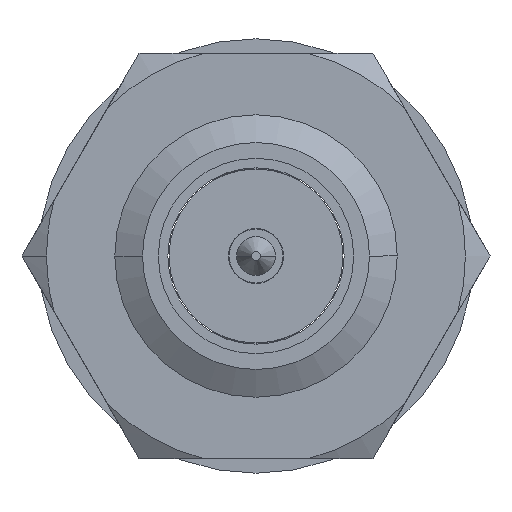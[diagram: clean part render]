
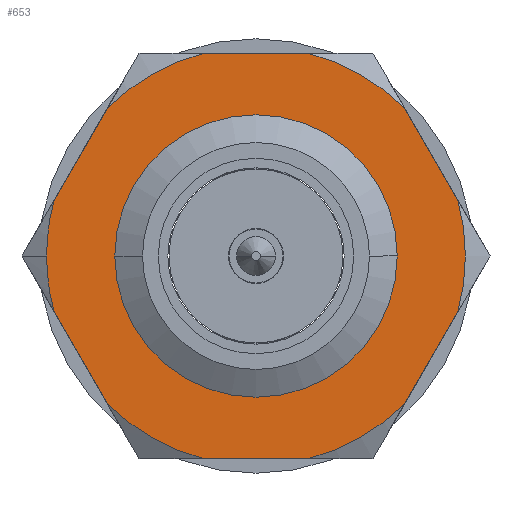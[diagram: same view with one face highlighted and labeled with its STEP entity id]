
A CAD part, left-side view. The second image highlights one B-rep face of the part: STEP entity #653.
In plain terms, the highlighted planar face has unit normal (-1, 0, 0).
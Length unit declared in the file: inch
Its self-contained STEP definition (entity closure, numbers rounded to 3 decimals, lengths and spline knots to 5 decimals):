
#46 = VERTEX_POINT ( 'NONE', #1308 ) ;
#157 = ORIENTED_EDGE ( 'NONE', *, *, #4596, .F. ) ;
#166 = VECTOR ( 'NONE', #365, 39.37008 ) ;
#233 = CIRCLE ( 'NONE', #4167, 0.19374 ) ;
#298 = AXIS2_PLACEMENT_3D ( 'NONE', #820, #6569, #1606 ) ;
#308 = DIRECTION ( 'NONE',  ( 0., 1., 0. ) ) ;
#309 = EDGE_CURVE ( 'NONE', #9480, #7974, #8566, .T. ) ;
#365 = DIRECTION ( 'NONE',  ( 0., -1., 0. ) ) ;
#367 = CARTESIAN_POINT ( 'NONE',  ( 0.235, 0.04877, 0.1875 ) ) ;
#449 = EDGE_CURVE ( 'NONE', #46, #9195, #6500, .T. ) ;
#456 = CIRCLE ( 'NONE', #9473, 0.105 ) ;
#569 = CARTESIAN_POINT ( 'NONE',  ( 0.235, 0., 0. ) ) ;
#622 = DIRECTION ( 'NONE',  ( 0., 1., 0. ) ) ;
#653 = ADVANCED_FACE ( 'NONE', ( #3287, #9396 ), #2000, .T. ) ;
#697 = VERTEX_POINT ( 'NONE', #5156 ) ;
#785 = CARTESIAN_POINT ( 'NONE',  ( 0.235, 0., 0. ) ) ;
#820 = CARTESIAN_POINT ( 'NONE',  ( 0.235, 0., 0. ) ) ;
#878 = DIRECTION ( 'NONE',  ( 0., 1., 0. ) ) ;
#917 = EDGE_CURVE ( 'NONE', #4618, #46, #5513, .T. ) ;
#933 = AXIS2_PLACEMENT_3D ( 'NONE', #3340, #9244, #4123 ) ;
#1052 = DIRECTION ( 'NONE',  ( 1., 0., 0. ) ) ;
#1075 = CARTESIAN_POINT ( 'NONE',  ( 0.235, 0.105, 0. ) ) ;
#1153 = AXIS2_PLACEMENT_3D ( 'NONE', #9487, #7990, #2594 ) ;
#1308 = CARTESIAN_POINT ( 'NONE',  ( 0.235, -0.04877, 0.1875 ) ) ;
#1531 = CARTESIAN_POINT ( 'NONE',  ( 0.235, 0., 0. ) ) ;
#1606 = DIRECTION ( 'NONE',  ( 0., 1., 0. ) ) ;
#1705 = VECTOR ( 'NONE', #9432, 39.37008 ) ;
#2000 = PLANE ( 'NONE',  #1153 ) ;
#2072 = CARTESIAN_POINT ( 'NONE',  ( 0.235, 0.19374, 0. ) ) ;
#2147 = VERTEX_POINT ( 'NONE', #2072 ) ;
#2169 = DIRECTION ( 'NONE',  ( 0., 1., 0. ) ) ;
#2363 = LINE ( 'NONE', #9255, #5155 ) ;
#2480 = VERTEX_POINT ( 'NONE', #4083 ) ;
#2486 = LINE ( 'NONE', #6049, #8557 ) ;
#2594 = DIRECTION ( 'NONE',  ( 0., -1., 0. ) ) ;
#2670 = CARTESIAN_POINT ( 'NONE',  ( 0.235, 0., 0. ) ) ;
#2709 = ORIENTED_EDGE ( 'NONE', *, *, #4213, .F. ) ;
#2793 = ORIENTED_EDGE ( 'NONE', *, *, #3951, .F. ) ;
#2847 = EDGE_CURVE ( 'NONE', #4887, #4618, #8524, .T. ) ;
#2923 = VERTEX_POINT ( 'NONE', #1075 ) ;
#3061 = VECTOR ( 'NONE', #7657, 39.37008 ) ;
#3137 = CIRCLE ( 'NONE', #298, 0.19374 ) ;
#3206 = DIRECTION ( 'NONE',  ( 1., 0., 0. ) ) ;
#3277 = VERTEX_POINT ( 'NONE', #3425 ) ;
#3287 = FACE_OUTER_BOUND ( 'NONE', #7961, .T. ) ;
#3340 = CARTESIAN_POINT ( 'NONE',  ( 0.235, 0., 0. ) ) ;
#3425 = CARTESIAN_POINT ( 'NONE',  ( 0.235, -0.138, -0.13598 ) ) ;
#3490 = AXIS2_PLACEMENT_3D ( 'NONE', #569, #3587, #622 ) ;
#3587 = DIRECTION ( 'NONE',  ( 1., 0., 0. ) ) ;
#3733 = EDGE_CURVE ( 'NONE', #2923, #8410, #456, .T. ) ;
#3747 = CIRCLE ( 'NONE', #7248, 0.105 ) ;
#3752 = VECTOR ( 'NONE', #6102, 39.37008 ) ;
#3755 = CARTESIAN_POINT ( 'NONE',  ( 0.235, -0.18676, 0.05152 ) ) ;
#3806 = EDGE_CURVE ( 'NONE', #9746, #2147, #3137, .T. ) ;
#3808 = CARTESIAN_POINT ( 'NONE',  ( 0.235, 0.138, 0.13598 ) ) ;
#3951 = EDGE_CURVE ( 'NONE', #7299, #3277, #4470, .T. ) ;
#4083 = CARTESIAN_POINT ( 'NONE',  ( 0.235, -0.04877, -0.1875 ) ) ;
#4123 = DIRECTION ( 'NONE',  ( 0., 1., 0. ) ) ;
#4167 = AXIS2_PLACEMENT_3D ( 'NONE', #8253, #6561, #7461 ) ;
#4213 = EDGE_CURVE ( 'NONE', #3277, #2480, #7561, .T. ) ;
#4279 = AXIS2_PLACEMENT_3D ( 'NONE', #1531, #7570, #2169 ) ;
#4451 = ORIENTED_EDGE ( 'NONE', *, *, #8717, .F. ) ;
#4470 = LINE ( 'NONE', #6856, #3752 ) ;
#4596 = EDGE_CURVE ( 'NONE', #9195, #4849, #8727, .T. ) ;
#4618 = VERTEX_POINT ( 'NONE', #367 ) ;
#4627 = CARTESIAN_POINT ( 'NONE',  ( 0.235, 0.105, -0.1875 ) ) ;
#4731 = DIRECTION ( 'NONE',  ( 1., 0., 0. ) ) ;
#4849 = VERTEX_POINT ( 'NONE', #3755 ) ;
#4860 = ORIENTED_EDGE ( 'NONE', *, *, #5286, .T. ) ;
#4887 = VERTEX_POINT ( 'NONE', #3808 ) ;
#5065 = ORIENTED_EDGE ( 'NONE', *, *, #2847, .F. ) ;
#5108 = AXIS2_PLACEMENT_3D ( 'NONE', #6158, #4731, #878 ) ;
#5155 = VECTOR ( 'NONE', #6966, 39.37008 ) ;
#5156 = CARTESIAN_POINT ( 'NONE',  ( 0.235, 0.18676, 0.05152 ) ) ;
#5199 = ORIENTED_EDGE ( 'NONE', *, *, #449, .F. ) ;
#5286 = EDGE_CURVE ( 'NONE', #8410, #2923, #3747, .T. ) ;
#5513 = LINE ( 'NONE', #9380, #166 ) ;
#5737 = EDGE_CURVE ( 'NONE', #4849, #7299, #233, .T. ) ;
#5853 = EDGE_CURVE ( 'NONE', #2480, #9480, #8394, .T. ) ;
#6037 = ORIENTED_EDGE ( 'NONE', *, *, #309, .F. ) ;
#6049 = CARTESIAN_POINT ( 'NONE',  ( 0.235, 0.18863, 0.04828 ) ) ;
#6102 = DIRECTION ( 'NONE',  ( 0., 0.5, -0.866 ) ) ;
#6158 = CARTESIAN_POINT ( 'NONE',  ( 0.235, 0., 0. ) ) ;
#6399 = CARTESIAN_POINT ( 'NONE',  ( 0.235, 0.138, -0.13598 ) ) ;
#6500 = CIRCLE ( 'NONE', #3490, 0.19374 ) ;
#6561 = DIRECTION ( 'NONE',  ( 1., 0., 0. ) ) ;
#6569 = DIRECTION ( 'NONE',  ( 1., 0., 0. ) ) ;
#6762 = CARTESIAN_POINT ( 'NONE',  ( 0.235, -0.18676, -0.05152 ) ) ;
#6806 = ORIENTED_EDGE ( 'NONE', *, *, #3733, .T. ) ;
#6856 = CARTESIAN_POINT ( 'NONE',  ( 0.235, -0.13613, -0.13922 ) ) ;
#6959 = ORIENTED_EDGE ( 'NONE', *, *, #3806, .F. ) ;
#6966 = DIRECTION ( 'NONE',  ( 0., 0.5, 0.866 ) ) ;
#7095 = CARTESIAN_POINT ( 'NONE',  ( 0.235, 0.04877, -0.1875 ) ) ;
#7248 = AXIS2_PLACEMENT_3D ( 'NONE', #785, #3206, #9204 ) ;
#7255 = DIRECTION ( 'NONE',  ( 1., 0., 0. ) ) ;
#7299 = VERTEX_POINT ( 'NONE', #6762 ) ;
#7336 = CIRCLE ( 'NONE', #5108, 0.19374 ) ;
#7340 = CARTESIAN_POINT ( 'NONE',  ( 0.235, -0.13613, 0.13922 ) ) ;
#7461 = DIRECTION ( 'NONE',  ( 0., 1., 0. ) ) ;
#7561 = CIRCLE ( 'NONE', #8830, 0.19374 ) ;
#7570 = DIRECTION ( 'NONE',  ( 1., 0., 0. ) ) ;
#7657 = DIRECTION ( 'NONE',  ( 0., 1., 0. ) ) ;
#7663 = CARTESIAN_POINT ( 'NONE',  ( 0.235, 0.18676, -0.05152 ) ) ;
#7817 = EDGE_CURVE ( 'NONE', #697, #4887, #2486, .T. ) ;
#7948 = CARTESIAN_POINT ( 'NONE',  ( 0.235, 0., 0. ) ) ;
#7961 = EDGE_LOOP ( 'NONE', ( #9279, #2709, #2793, #8488, #157, #5199, #9109, #5065, #8881, #4451, #6959, #9524, #6037 ) ) ;
#7974 = VERTEX_POINT ( 'NONE', #6399 ) ;
#7990 = DIRECTION ( 'NONE',  ( -1., 0., 0. ) ) ;
#8003 = EDGE_LOOP ( 'NONE', ( #6806, #4860 ) ) ;
#8039 = DIRECTION ( 'NONE',  ( 0., 1., 0. ) ) ;
#8253 = CARTESIAN_POINT ( 'NONE',  ( 0.235, 0., 0. ) ) ;
#8394 = LINE ( 'NONE', #4627, #3061 ) ;
#8410 = VERTEX_POINT ( 'NONE', #9554 ) ;
#8484 = DIRECTION ( 'NONE',  ( 0., -0.5, 0.866 ) ) ;
#8488 = ORIENTED_EDGE ( 'NONE', *, *, #5737, .F. ) ;
#8524 = CIRCLE ( 'NONE', #933, 0.19374 ) ;
#8557 = VECTOR ( 'NONE', #8484, 39.37008 ) ;
#8566 = CIRCLE ( 'NONE', #4279, 0.19374 ) ;
#8591 = CARTESIAN_POINT ( 'NONE',  ( 0.235, -0.138, 0.13598 ) ) ;
#8717 = EDGE_CURVE ( 'NONE', #2147, #697, #7336, .T. ) ;
#8727 = LINE ( 'NONE', #7340, #1705 ) ;
#8830 = AXIS2_PLACEMENT_3D ( 'NONE', #7948, #7255, #8039 ) ;
#8881 = ORIENTED_EDGE ( 'NONE', *, *, #7817, .F. ) ;
#9109 = ORIENTED_EDGE ( 'NONE', *, *, #917, .F. ) ;
#9195 = VERTEX_POINT ( 'NONE', #8591 ) ;
#9204 = DIRECTION ( 'NONE',  ( 0., 1., 0. ) ) ;
#9244 = DIRECTION ( 'NONE',  ( 1., 0., 0. ) ) ;
#9255 = CARTESIAN_POINT ( 'NONE',  ( 0.235, 0.18863, -0.04828 ) ) ;
#9279 = ORIENTED_EDGE ( 'NONE', *, *, #5853, .F. ) ;
#9380 = CARTESIAN_POINT ( 'NONE',  ( 0.235, 0.105, 0.1875 ) ) ;
#9396 = FACE_BOUND ( 'NONE', #8003, .T. ) ;
#9432 = DIRECTION ( 'NONE',  ( 0., -0.5, -0.866 ) ) ;
#9473 = AXIS2_PLACEMENT_3D ( 'NONE', #2670, #1052, #308 ) ;
#9480 = VERTEX_POINT ( 'NONE', #7095 ) ;
#9487 = CARTESIAN_POINT ( 'NONE',  ( 0.235, 0.105, 0. ) ) ;
#9524 = ORIENTED_EDGE ( 'NONE', *, *, #9806, .F. ) ;
#9554 = CARTESIAN_POINT ( 'NONE',  ( 0.235, -0.105, 0. ) ) ;
#9746 = VERTEX_POINT ( 'NONE', #7663 ) ;
#9806 = EDGE_CURVE ( 'NONE', #7974, #9746, #2363, .T. ) ;
